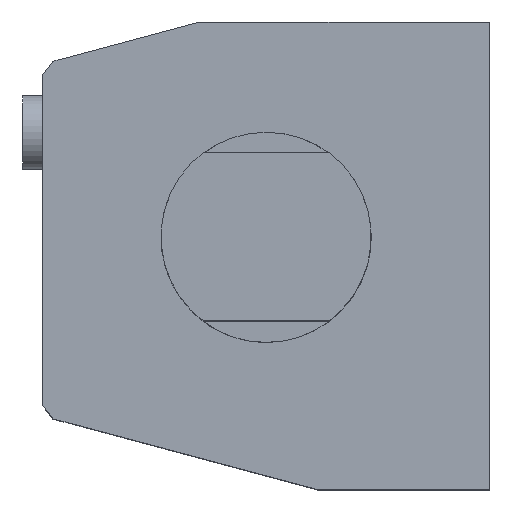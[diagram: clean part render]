
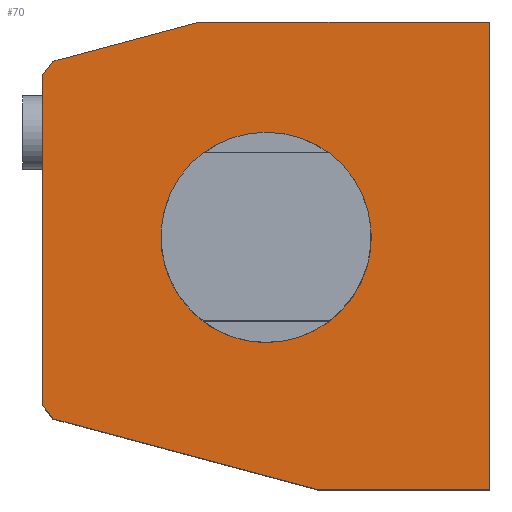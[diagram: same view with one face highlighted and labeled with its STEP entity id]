
A CAD part, top view. The second image highlights one B-rep face of the part: STEP entity #70.
In plain terms, the highlighted planar face has unit normal (0, 0, 1).
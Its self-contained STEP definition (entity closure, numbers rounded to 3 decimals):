
#70=ADVANCED_FACE('',(#138),#105,.T.);
#105=PLANE('',#706);
#138=FACE_OUTER_BOUND('',#170,.T.);
#170=EDGE_LOOP('',(#239,#240,#241,#242,#243,#244,#245,#246));
#239=ORIENTED_EDGE('',*,*,#465,.T.);
#240=ORIENTED_EDGE('',*,*,#466,.T.);
#241=ORIENTED_EDGE('',*,*,#467,.F.);
#242=ORIENTED_EDGE('',*,*,#468,.T.);
#243=ORIENTED_EDGE('',*,*,#463,.T.);
#244=ORIENTED_EDGE('',*,*,#469,.F.);
#245=ORIENTED_EDGE('',*,*,#470,.F.);
#246=ORIENTED_EDGE('',*,*,#471,.F.);
#398=VERTEX_POINT('',#970);
#399=VERTEX_POINT('',#972);
#400=VERTEX_POINT('',#976);
#401=VERTEX_POINT('',#977);
#402=VERTEX_POINT('',#979);
#403=VERTEX_POINT('',#981);
#404=VERTEX_POINT('',#984);
#405=VERTEX_POINT('',#986);
#463=EDGE_CURVE('',#399,#398,#550,.T.);
#465=EDGE_CURVE('',#400,#401,#552,.T.);
#466=EDGE_CURVE('',#401,#402,#553,.T.);
#467=EDGE_CURVE('',#403,#402,#554,.T.);
#468=EDGE_CURVE('',#403,#399,#555,.T.);
#469=EDGE_CURVE('',#404,#398,#556,.T.);
#470=EDGE_CURVE('',#405,#404,#557,.T.);
#471=EDGE_CURVE('',#400,#405,#558,.T.);
#550=LINE('',#971,#630);
#552=LINE('',#975,#632);
#553=LINE('',#978,#633);
#554=LINE('',#980,#634);
#555=LINE('',#982,#635);
#556=LINE('',#983,#636);
#557=LINE('',#985,#637);
#558=LINE('',#987,#638);
#630=VECTOR('',#786,1.);
#632=VECTOR('',#790,1.);
#633=VECTOR('',#791,1.);
#634=VECTOR('',#792,1.);
#635=VECTOR('',#793,1.);
#636=VECTOR('',#794,1.);
#637=VECTOR('',#795,1.);
#638=VECTOR('',#796,1.);
#706=AXIS2_PLACEMENT_3D('',#988,#797,#798);
#786=DIRECTION('',(-1.,0.,0.));
#790=DIRECTION('',(0.609,-0.793,0.));
#791=DIRECTION('',(0.966,-0.259,0.));
#792=DIRECTION('',(-1.,0.,0.));
#793=DIRECTION('',(0.,1.,0.));
#794=DIRECTION('',(0.966,0.259,0.));
#795=DIRECTION('',(0.609,0.793,0.));
#796=DIRECTION('',(0.,1.,0.));
#797=DIRECTION('',(0.,0.,1.));
#798=DIRECTION('',(0.,1.,0.));
#970=CARTESIAN_POINT('',(-12.644,41.,0.));
#971=CARTESIAN_POINT('',(42.5,41.,0.));
#972=CARTESIAN_POINT('',(42.5,41.,0.));
#975=CARTESIAN_POINT('',(-40.568,-34.518,0.));
#976=CARTESIAN_POINT('',(-42.5,-32.,0.));
#977=CARTESIAN_POINT('',(-40.568,-34.518,0.));
#978=CARTESIAN_POINT('',(9.749,-48.,0.));
#979=CARTESIAN_POINT('',(9.749,-48.,0.));
#980=CARTESIAN_POINT('',(42.5,-48.,0.));
#981=CARTESIAN_POINT('',(42.5,-48.,0.));
#982=CARTESIAN_POINT('',(42.5,-48.,0.));
#983=CARTESIAN_POINT('',(-40.568,33.518,0.));
#984=CARTESIAN_POINT('',(-40.568,33.518,0.));
#985=CARTESIAN_POINT('',(-42.5,31.,0.));
#986=CARTESIAN_POINT('',(-42.5,31.,0.));
#987=CARTESIAN_POINT('',(-42.5,-48.,0.));
#988=CARTESIAN_POINT('',(42.5,-48.,0.));
